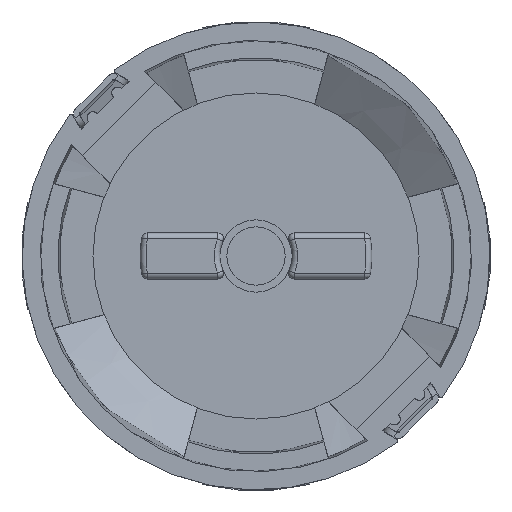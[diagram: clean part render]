
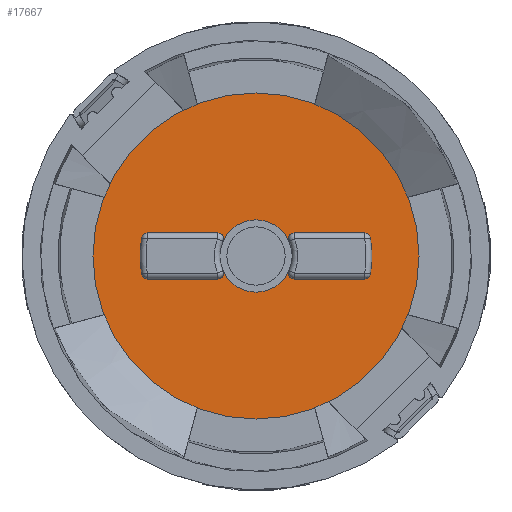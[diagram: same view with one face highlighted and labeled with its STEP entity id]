
A CAD part, front view. The second image highlights one B-rep face of the part: STEP entity #17667.
In plain terms, the highlighted planar face has unit normal (0, -1, 0).
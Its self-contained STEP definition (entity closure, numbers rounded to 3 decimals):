
#5371=CARTESIAN_POINT('',(0.,17.,0.));
#5372=DIRECTION('',(0.,1.,0.));
#5373=DIRECTION('',(-1.,0.,0.));
#5374=AXIS2_PLACEMENT_3D('',#5371,#5372,#5373);
#5376=CARTESIAN_POINT('',(0.,17.,0.));
#5377=DIRECTION('',(0.,-1.,0.));
#5378=DIRECTION('',(-1.,0.,0.));
#5379=AXIS2_PLACEMENT_3D('',#5376,#5377,#5378);
#5381=DIRECTION('',(1.,0.,0.));
#5382=VECTOR('',#5381,6.05);
#5383=CARTESIAN_POINT('',(-9.334,17.,-1.975));
#5384=LINE('',#5383,#5382);
#5385=CARTESIAN_POINT('',(0.,17.,0.));
#5386=DIRECTION('',(0.,-1.,0.));
#5387=DIRECTION('',(-0.912,0.,-0.41));
#5388=AXIS2_PLACEMENT_3D('',#5385,#5386,#5387);
#5390=DIRECTION('',(1.,0.,0.));
#5391=VECTOR('',#5390,6.05);
#5392=CARTESIAN_POINT('',(3.284,17.,-1.975));
#5393=LINE('',#5392,#5391);
#5394=CARTESIAN_POINT('',(0.,17.,0.));
#5395=DIRECTION('',(0.,-1.,0.));
#5396=DIRECTION('',(0.988,0.,-0.156));
#5397=AXIS2_PLACEMENT_3D('',#5394,#5395,#5396);
#5399=DIRECTION('',(-1.,0.,0.));
#5400=VECTOR('',#5399,6.05);
#5401=CARTESIAN_POINT('',(9.334,17.,1.975));
#5402=LINE('',#5401,#5400);
#5403=CARTESIAN_POINT('',(0.,17.,0.));
#5404=DIRECTION('',(0.,-1.,0.));
#5405=DIRECTION('',(0.912,0.,0.41));
#5406=AXIS2_PLACEMENT_3D('',#5403,#5404,#5405);
#5408=DIRECTION('',(-1.,0.,0.));
#5409=VECTOR('',#5408,6.05);
#5410=CARTESIAN_POINT('',(-3.284,17.,1.975));
#5411=LINE('',#5410,#5409);
#5412=CARTESIAN_POINT('',(0.,17.,0.));
#5413=DIRECTION('',(0.,-1.,0.));
#5414=DIRECTION('',(-0.988,0.,0.156));
#5415=AXIS2_PLACEMENT_3D('',#5412,#5413,#5414);
#5531=CARTESIAN_POINT('',(3.284,17.,1.475));
#5532=DIRECTION('',(0.,1.,0.));
#5533=DIRECTION('',(-0.912,0.,-0.41));
#5534=AXIS2_PLACEMENT_3D('',#5531,#5532,#5533);
#5581=CARTESIAN_POINT('',(9.334,17.,1.475));
#5582=DIRECTION('',(0.,1.,0.));
#5583=DIRECTION('',(0.,0.,1.));
#5584=AXIS2_PLACEMENT_3D('',#5581,#5582,#5583);
#5604=CARTESIAN_POINT('',(9.334,17.,-1.475));
#5605=DIRECTION('',(0.,1.,0.));
#5606=DIRECTION('',(0.988,0.,-0.156));
#5607=AXIS2_PLACEMENT_3D('',#5604,#5605,#5606);
#5636=CARTESIAN_POINT('',(3.284,17.,-1.475));
#5637=DIRECTION('',(0.,1.,0.));
#5638=DIRECTION('',(0.,0.,-1.));
#5639=AXIS2_PLACEMENT_3D('',#5636,#5637,#5638);
#5651=CARTESIAN_POINT('',(-3.284,17.,-1.475));
#5652=DIRECTION('',(0.,1.,0.));
#5653=DIRECTION('',(0.912,0.,0.41));
#5654=AXIS2_PLACEMENT_3D('',#5651,#5652,#5653);
#5694=CARTESIAN_POINT('',(-3.284,17.,1.475));
#5695=DIRECTION('',(0.,1.,0.));
#5696=DIRECTION('',(0.,0.,1.));
#5697=AXIS2_PLACEMENT_3D('',#5694,#5695,#5696);
#5719=CARTESIAN_POINT('',(-9.334,17.,1.475));
#5720=DIRECTION('',(0.,1.,0.));
#5721=DIRECTION('',(-0.988,0.,0.156));
#5722=AXIS2_PLACEMENT_3D('',#5719,#5720,#5721);
#5752=CARTESIAN_POINT('',(-9.334,17.,-1.475));
#5753=DIRECTION('',(0.,1.,0.));
#5754=DIRECTION('',(0.,0.,-1.));
#5755=AXIS2_PLACEMENT_3D('',#5752,#5753,#5754);
#8275=CARTESIAN_POINT('',(-14.,17.,0.));
#8277=VERTEX_POINT('',#8275);
#8279=CARTESIAN_POINT('',(14.,17.,0.));
#8281=VERTEX_POINT('',#8279);
#8282=CARTESIAN_POINT('',(-9.334,17.,-1.975));
#8283=CARTESIAN_POINT('',(-3.284,17.,-1.975));
#8284=VERTEX_POINT('',#8282);
#8285=VERTEX_POINT('',#8283);
#8286=CARTESIAN_POINT('',(3.284,17.,-1.975));
#8287=CARTESIAN_POINT('',(9.334,17.,-1.975));
#8288=VERTEX_POINT('',#8286);
#8289=VERTEX_POINT('',#8287);
#8290=CARTESIAN_POINT('',(9.334,17.,1.975));
#8291=CARTESIAN_POINT('',(3.284,17.,1.975));
#8292=VERTEX_POINT('',#8290);
#8293=VERTEX_POINT('',#8291);
#8294=CARTESIAN_POINT('',(-3.284,17.,1.975));
#8295=CARTESIAN_POINT('',(-9.334,17.,1.975));
#8296=VERTEX_POINT('',#8294);
#8297=VERTEX_POINT('',#8295);
#8298=CARTESIAN_POINT('',(-2.828,17.,1.27));
#8299=VERTEX_POINT('',#8298);
#8300=CARTESIAN_POINT('',(-2.828,17.,-1.27));
#8301=VERTEX_POINT('',#8300);
#8302=CARTESIAN_POINT('',(2.828,17.,-1.27));
#8303=VERTEX_POINT('',#8302);
#8304=CARTESIAN_POINT('',(2.828,17.,1.27));
#8305=VERTEX_POINT('',#8304);
#8306=CARTESIAN_POINT('',(-9.828,17.,1.553));
#8307=CARTESIAN_POINT('',(-9.828,17.,-1.553));
#8308=VERTEX_POINT('',#8306);
#8309=VERTEX_POINT('',#8307);
#8310=CARTESIAN_POINT('',(9.828,17.,-1.553));
#8311=CARTESIAN_POINT('',(9.828,17.,1.553));
#8312=VERTEX_POINT('',#8310);
#8313=VERTEX_POINT('',#8311);
#17624=CARTESIAN_POINT('',(0.,17.,0.));
#17625=DIRECTION('',(0.,-1.,0.));
#17626=DIRECTION('',(-1.,0.,0.));
#17627=AXIS2_PLACEMENT_3D('',#17624,#17625,#17626);
#17628=PLANE('',#17627);
#17629=ORIENTED_EDGE('',*,*,#17592,.T.);
#17630=ORIENTED_EDGE('',*,*,#17610,.F.);
#17631=EDGE_LOOP('',(#17629,#17630));
#17632=FACE_OUTER_BOUND('',#17631,.F.);
#17634=ORIENTED_EDGE('',*,*,#17633,.T.);
#17636=ORIENTED_EDGE('',*,*,#17635,.F.);
#17638=ORIENTED_EDGE('',*,*,#17637,.T.);
#17640=ORIENTED_EDGE('',*,*,#17639,.F.);
#17642=ORIENTED_EDGE('',*,*,#17641,.T.);
#17644=ORIENTED_EDGE('',*,*,#17643,.F.);
#17646=ORIENTED_EDGE('',*,*,#17645,.T.);
#17648=ORIENTED_EDGE('',*,*,#17647,.F.);
#17650=ORIENTED_EDGE('',*,*,#17649,.T.);
#17652=ORIENTED_EDGE('',*,*,#17651,.F.);
#17654=ORIENTED_EDGE('',*,*,#17653,.T.);
#17656=ORIENTED_EDGE('',*,*,#17655,.F.);
#17658=ORIENTED_EDGE('',*,*,#17657,.T.);
#17660=ORIENTED_EDGE('',*,*,#17659,.F.);
#17662=ORIENTED_EDGE('',*,*,#17661,.T.);
#17664=ORIENTED_EDGE('',*,*,#17663,.F.);
#17665=EDGE_LOOP('',(#17634,#17636,#17638,#17640,#17642,#17644,#17646,#17648,
#17650,#17652,#17654,#17656,#17658,#17660,#17662,#17664));
#17666=FACE_BOUND('',#17665,.F.);
#17667=ADVANCED_FACE('',(#17632,#17666),#17628,.T.);
#5375=CIRCLE('',#5374,14.);
#5380=CIRCLE('',#5379,14.);
#5389=CIRCLE('',#5388,3.1);
#5398=CIRCLE('',#5397,9.95);
#5407=CIRCLE('',#5406,3.1);
#5416=CIRCLE('',#5415,9.95);
#5535=CIRCLE('',#5534,0.5);
#5585=CIRCLE('',#5584,0.5);
#5608=CIRCLE('',#5607,0.5);
#5640=CIRCLE('',#5639,0.5);
#5655=CIRCLE('',#5654,0.5);
#5698=CIRCLE('',#5697,0.5);
#5723=CIRCLE('',#5722,0.5);
#5756=CIRCLE('',#5755,0.5);
#17592=EDGE_CURVE('',#8277,#8281,#5375,.T.);
#17610=EDGE_CURVE('',#8277,#8281,#5380,.T.);
#17633=EDGE_CURVE('',#8284,#8285,#5384,.T.);
#17635=EDGE_CURVE('',#8301,#8285,#5655,.T.);
#17637=EDGE_CURVE('',#8301,#8303,#5389,.T.);
#17639=EDGE_CURVE('',#8288,#8303,#5640,.T.);
#17641=EDGE_CURVE('',#8288,#8289,#5393,.T.);
#17643=EDGE_CURVE('',#8312,#8289,#5608,.T.);
#17645=EDGE_CURVE('',#8312,#8313,#5398,.T.);
#17647=EDGE_CURVE('',#8292,#8313,#5585,.T.);
#17649=EDGE_CURVE('',#8292,#8293,#5402,.T.);
#17651=EDGE_CURVE('',#8305,#8293,#5535,.T.);
#17653=EDGE_CURVE('',#8305,#8299,#5407,.T.);
#17655=EDGE_CURVE('',#8296,#8299,#5698,.T.);
#17657=EDGE_CURVE('',#8296,#8297,#5411,.T.);
#17659=EDGE_CURVE('',#8308,#8297,#5723,.T.);
#17661=EDGE_CURVE('',#8308,#8309,#5416,.T.);
#17663=EDGE_CURVE('',#8284,#8309,#5756,.T.);
